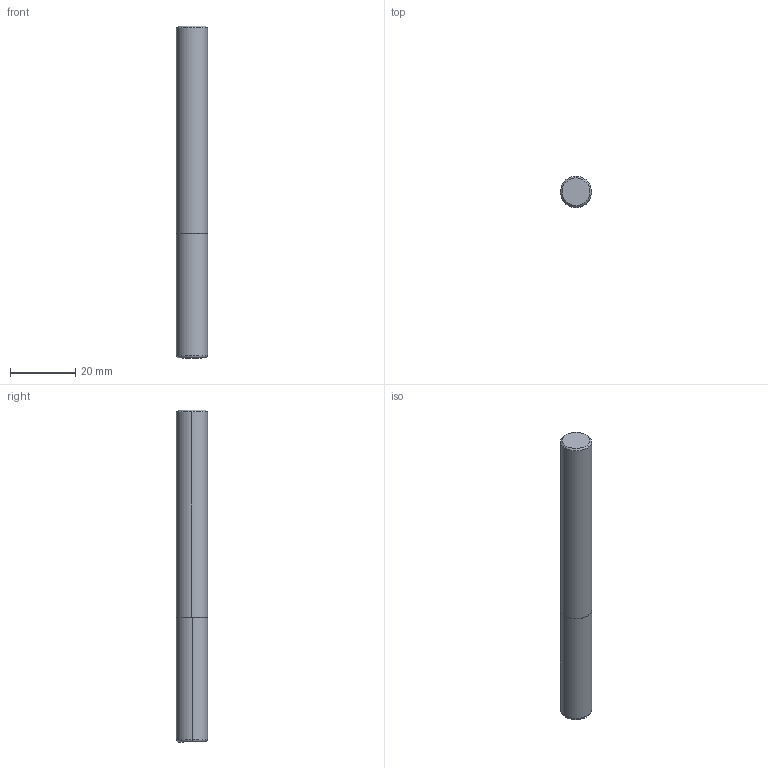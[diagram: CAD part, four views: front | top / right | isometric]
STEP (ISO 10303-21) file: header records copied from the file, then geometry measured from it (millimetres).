
FILE_DESCRIPTION (( 'STEP AP203' ), '1' );
FILE_NAME ('32569.STEP', '2022-04-26T19:38:32', ( '' ), ( '' ), 'SwSTEP 2.0', 'SolidWorks 2022', '' );
FILE_SCHEMA (( 'CONFIG_CONTROL_DESIGN' ));
Length unit declared in the file: inch
Products named in the file (1): 32569
Bounding box: 9.53 x 9.53 x 101.6 mm (x, y, z)
Volume: 7231.1 mm3; surface area: 3305.5 mm2
Topology: 2 solids, 2 shells, 15 faces, 28 edges, 15 vertices
Faces by surface type: cone 6, cylinder 4, plane 3, torus 2
Entity records: 437 total; most frequent: DIRECTION 74, CARTESIAN_POINT 57, ORIENTED_EDGE 52, AXIS2_PLACEMENT_3D 32, EDGE_CURVE 26, CIRCLE 16, VERTEX_POINT 15, ADVANCED_FACE 15
